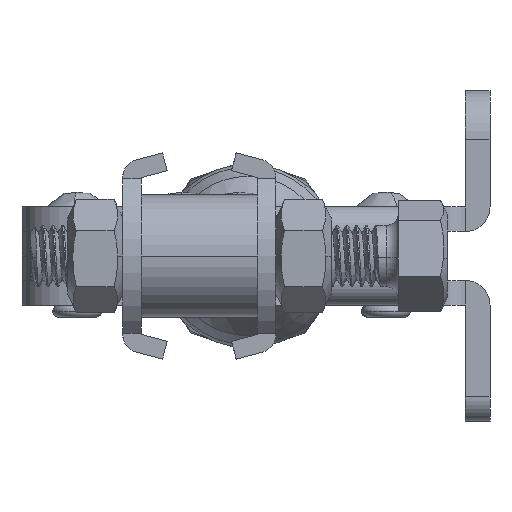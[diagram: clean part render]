
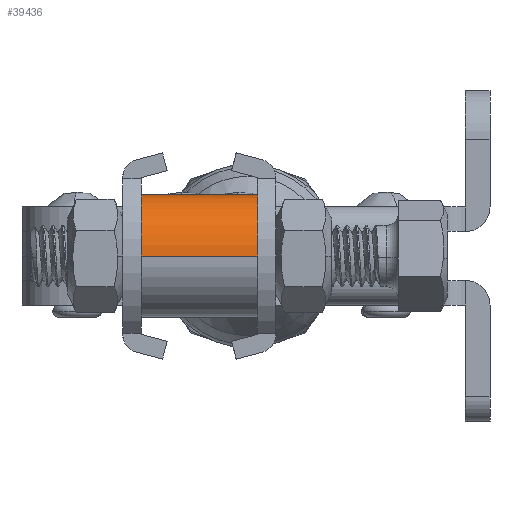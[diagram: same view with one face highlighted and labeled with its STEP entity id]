
A CAD part, left-side view. The second image highlights one B-rep face of the part: STEP entity #39436.
In plain terms, the highlighted cylindrical face has radius 5 mm (diameter 10.001 mm), a partial arc.
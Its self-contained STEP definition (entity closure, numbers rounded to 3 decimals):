
#19314 = CARTESIAN_POINT ( 'NONE',  ( 0., -5., 0. ) ) ;
#19315 = DIRECTION ( 'NONE',  ( 0., 0., -1. ) ) ;
#19316 = VECTOR ( 'NONE', #19315, 1000. ) ;
#19317 = CARTESIAN_POINT ( 'NONE',  ( 0., -5., 19.2 ) ) ;
#19318 = LINE ( 'NONE', #19317, #19316 ) ;
#19319 = CARTESIAN_POINT ( 'NONE',  ( 0., -5., 9.5 ) ) ;
#19692 = CARTESIAN_POINT ( 'NONE',  ( -5., 0., 0. ) ) ;
#19693 = DIRECTION ( 'NONE',  ( 1., 0., 0. ) ) ;
#19694 = DIRECTION ( 'NONE',  ( 0., 0., 1. ) ) ;
#19695 = CARTESIAN_POINT ( 'NONE',  ( 0., 0., 0. ) ) ;
#19696 = AXIS2_PLACEMENT_3D ( 'NONE', #19695, #19694, #19693 ) ;
#19697 = CIRCLE ( 'NONE', #19696, 5. ) ;
#19911 = DIRECTION ( 'NONE',  ( -1., 0., 0. ) ) ;
#19912 = DIRECTION ( 'NONE',  ( 0., 0., -1. ) ) ;
#19913 = AXIS2_PLACEMENT_3D ( 'NONE', #19919, #19912, #19911 ) ;
#19914 = CIRCLE ( 'NONE', #19913, 5. ) ;
#19915 = DIRECTION ( 'NONE',  ( -1., 0., 0. ) ) ;
#19916 = DIRECTION ( 'NONE',  ( 0., 0., -1. ) ) ;
#19917 = CARTESIAN_POINT ( 'NONE',  ( 0., 0., 19.2 ) ) ;
#19918 = AXIS2_PLACEMENT_3D ( 'NONE', #19917, #19916, #19915 ) ;
#19919 = CARTESIAN_POINT ( 'NONE',  ( 0., 0., 9.5 ) ) ;
#19920 = CYLINDRICAL_SURFACE ( 'NONE', #19918, 5. ) ;
#19921 = FACE_OUTER_BOUND ( 'NONE', #39437, .T. ) ;
#20041 = CARTESIAN_POINT ( 'NONE',  ( -5., 0., 9.5 ) ) ;
#20042 = DIRECTION ( 'NONE',  ( 0., 0., -1. ) ) ;
#20043 = VECTOR ( 'NONE', #20042, 1000. ) ;
#20044 = CARTESIAN_POINT ( 'NONE',  ( -5., 0., 19.2 ) ) ;
#20045 = LINE ( 'NONE', #20044, #20043 ) ;
#39199 = VERTEX_POINT ( 'NONE', #19319 ) ;
#39201 = EDGE_CURVE ( 'NONE', #39199, #39202, #19318, .T. ) ;
#39202 = VERTEX_POINT ( 'NONE', #19314 ) ;
#39324 = EDGE_CURVE ( 'NONE', #39325, #39202, #19697, .T. ) ;
#39325 = VERTEX_POINT ( 'NONE', #19692 ) ;
#39436 = ADVANCED_FACE ( 'NONE', ( #19921 ), #19920, .T. ) ;
#39437 = EDGE_LOOP ( 'NONE', ( #39438, #39439, #39493, #39494 ) ) ;
#39438 = ORIENTED_EDGE ( 'NONE', *, *, #39201, .F. ) ;
#39439 = ORIENTED_EDGE ( 'NONE', *, *, #39440, .T. ) ;
#39440 = EDGE_CURVE ( 'NONE', #39199, #39509, #19914, .T. ) ;
#39493 = ORIENTED_EDGE ( 'NONE', *, *, #39508, .T. ) ;
#39494 = ORIENTED_EDGE ( 'NONE', *, *, #39324, .T. ) ;
#39508 = EDGE_CURVE ( 'NONE', #39509, #39325, #20045, .T. ) ;
#39509 = VERTEX_POINT ( 'NONE', #20041 ) ;
